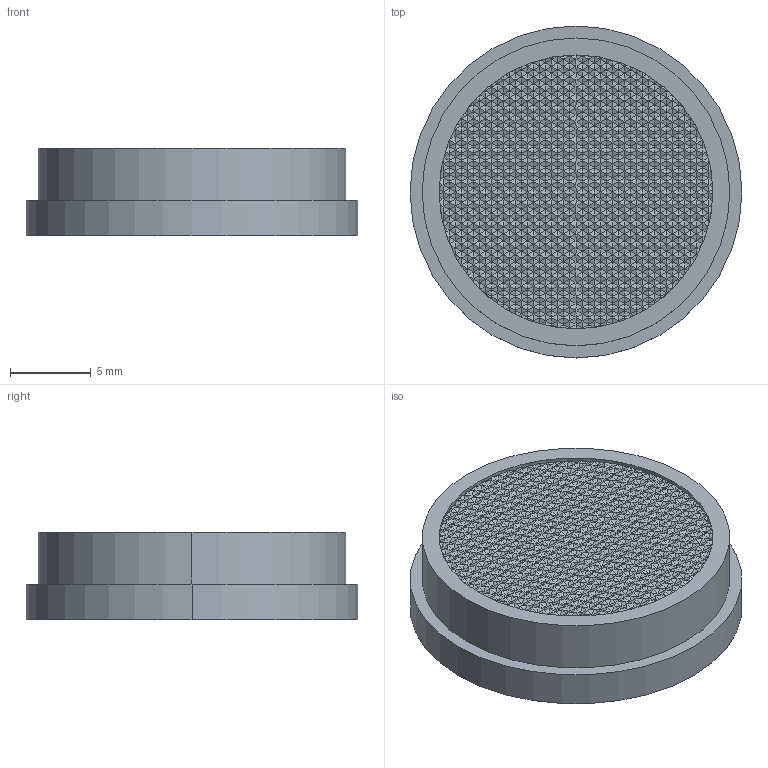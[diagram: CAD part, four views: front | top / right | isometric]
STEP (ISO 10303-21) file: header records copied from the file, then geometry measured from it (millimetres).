
FILE_DESCRIPTION(('Creo Elements/Direct Modeling STEP Export'),'2;1');
FILE_NAME('EM121-41.stp','2017-08-30T12:29:15',('Palle Edslev '),('EDSLEV A/S'),'Creo Elements/Direct Modeling STEP processor for AP214 (Solid Model)','Creo Elements/Direct Modeling 18.1H 24-Oct-2015 (C) Parametric Technology GmbH','');
FILE_SCHEMA(('AUTOMOTIVE_DESIGN { 1 0 10303 214 1 1 1 1 }'));
Length unit declared in the file: millimetre
Products named in the file (1): EM121-41
Bounding box: 20.6 x 20.6 x 5.4 mm (x, y, z)
Volume: 1561.5 mm3; surface area: 1036.4 mm2
Topology: 1 solids, 1 shells, 2934 faces, 4608 edges, 1679 vertices
Faces by surface type: plane 2926, cylinder 8
Entity records: 59363 total; most frequent: DIRECTION 10746, ORIENTED_EDGE 9216, CARTESIAN_POINT 9213, EDGE_CURVE 4608, VECTOR 4322, LINE 4322, AXIS2_PLACEMENT_3D 3212, EDGE_LOOP 2937
